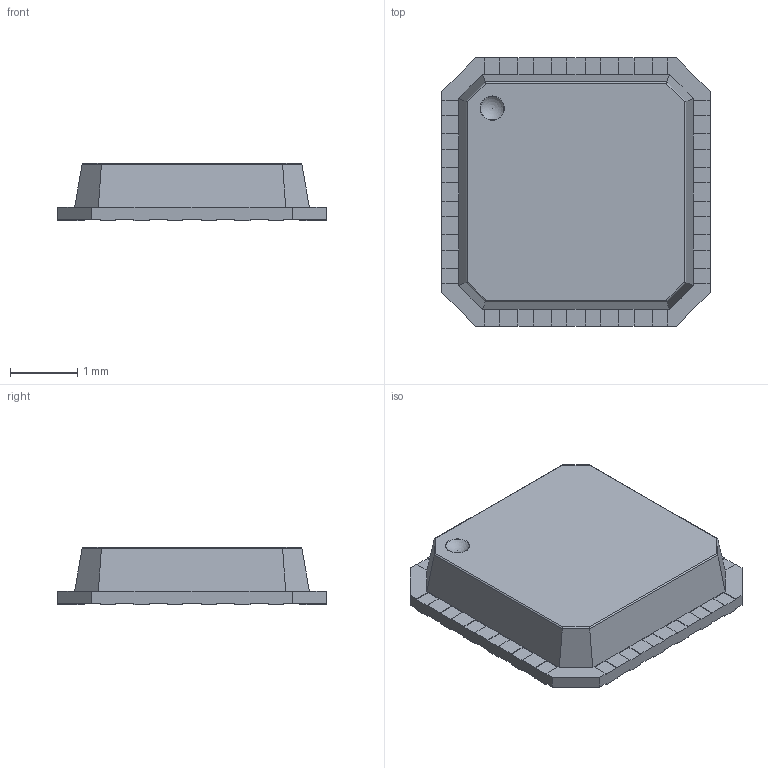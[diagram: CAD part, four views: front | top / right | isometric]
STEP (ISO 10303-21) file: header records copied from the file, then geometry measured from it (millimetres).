
FILE_DESCRIPTION(('FreeCAD Model'),'2;1');
FILE_NAME('1F28E956-E5F5-47D1-89A3-48F91B89E250.step' ,'2017-03-18T13:19:18',('Author'),(''), 'Open CASCADE STEP processor 6.8','FreeCAD','Unknown');
FILE_SCHEMA(('AUTOMOTIVE_DESIGN_CC2 { 1 2 10303 214 -1 1 5 4 }'));
Length unit declared in the file: millimetre
Products named in the file (2): ASSEMBLY; 1F28E956-E5F5-47D1-89A3-48F91B89E250
Assembly tree (1 placements, depth 2):
  ASSEMBLY
    1F28E956-E5F5-47D1-89A3-48F91B89E250
Bounding box: 4 x 4 x 0.85 mm (x, y, z)
Volume: 10.1 mm3; surface area: 41.3 mm2
Topology: 1 solids, 1 shells, 262 faces, 721 edges, 462 vertices
Faces by surface type: plane 216, cylinder 43, torus 2, sphere 1
Entity records: 23524 total; most frequent: CARTESIAN_POINT 7528, DIRECTION 2539, LINE 1818, VECTOR 1818, ORIENTED_EDGE 1440, PCURVE 1440, DEFINITIONAL_REPRESENTATION 1440, EDGE_CURVE 720
